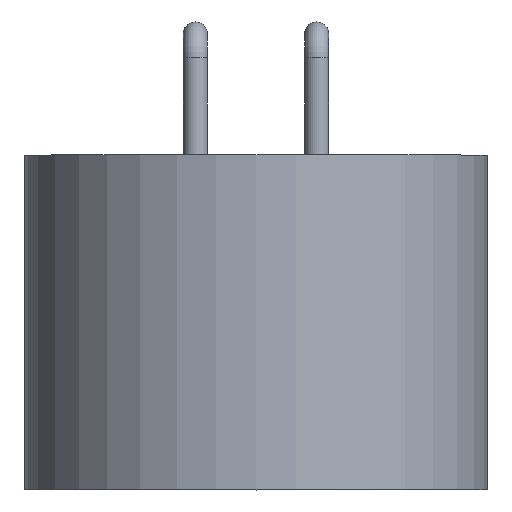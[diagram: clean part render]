
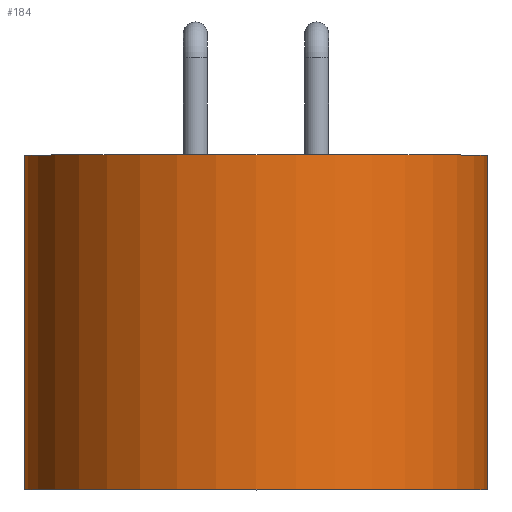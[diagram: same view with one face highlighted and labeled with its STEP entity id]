
A CAD part, top view. The second image highlights one B-rep face of the part: STEP entity #184.
In plain terms, the highlighted cylindrical face has radius 4.85 mm (diameter 9.7 mm), a full revolution.
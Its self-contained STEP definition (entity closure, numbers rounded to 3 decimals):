
#18=LINE('',#330,#23);
#23=VECTOR('',#260,4.85);
#28=CYLINDRICAL_SURFACE('',#217,4.85);
#37=FACE_OUTER_BOUND('',#53,.T.);
#53=EDGE_LOOP('',(#127,#128,#129,#130));
#69=CIRCLE('',#218,4.85);
#70=CIRCLE('',#219,4.85);
#87=VERTEX_POINT('',#327);
#88=VERTEX_POINT('',#329);
#103=EDGE_CURVE('',#87,#87,#69,.T.);
#104=EDGE_CURVE('',#87,#88,#18,.T.);
#105=EDGE_CURVE('',#88,#88,#70,.T.);
#127=ORIENTED_EDGE('',*,*,#103,.F.);
#128=ORIENTED_EDGE('',*,*,#104,.T.);
#129=ORIENTED_EDGE('',*,*,#105,.T.);
#130=ORIENTED_EDGE('',*,*,#104,.F.);
#184=ADVANCED_FACE('',(#37),#28,.T.);
#217=AXIS2_PLACEMENT_3D('',#326,#256,#257);
#218=AXIS2_PLACEMENT_3D('',#328,#258,#259);
#219=AXIS2_PLACEMENT_3D('',#331,#261,#262);
#256=DIRECTION('center_axis',(0.,1.,0.));
#257=DIRECTION('ref_axis',(1.,0.,0.));
#258=DIRECTION('center_axis',(0.,1.,0.));
#259=DIRECTION('ref_axis',(1.,0.,0.));
#260=DIRECTION('',(0.,-1.,0.));
#261=DIRECTION('center_axis',(0.,1.,0.));
#262=DIRECTION('ref_axis',(1.,0.,0.));
#326=CARTESIAN_POINT('Origin',(0.,0.,7.85));
#327=CARTESIAN_POINT('',(-4.85,7.,7.85));
#328=CARTESIAN_POINT('Origin',(0.,7.,7.85));
#329=CARTESIAN_POINT('',(-4.85,0.,7.85));
#330=CARTESIAN_POINT('',(-4.85,0.,7.85));
#331=CARTESIAN_POINT('Origin',(0.,0.,7.85));
